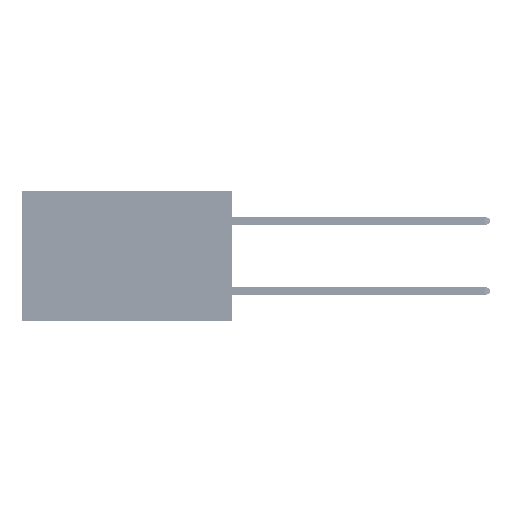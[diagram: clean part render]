
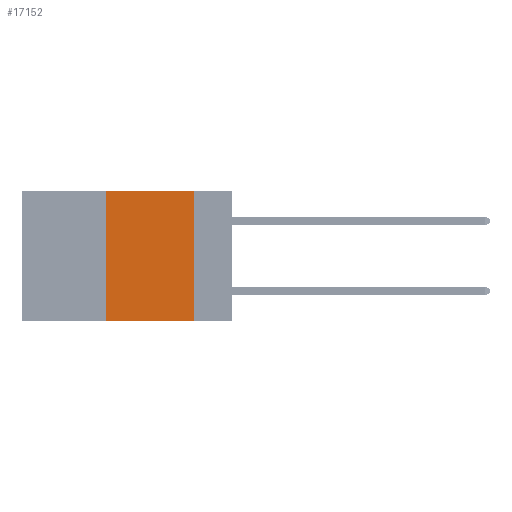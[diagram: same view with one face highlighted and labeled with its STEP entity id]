
A CAD part, left-side view. The second image highlights one B-rep face of the part: STEP entity #17152.
In plain terms, the highlighted planar face has unit normal (-1, 0, 0).
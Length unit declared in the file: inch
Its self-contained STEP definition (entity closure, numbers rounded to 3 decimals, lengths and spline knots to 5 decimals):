
#1627 = EDGE_CURVE ( 'NONE', #20439, #39735, #38988, .T. ) ;
#3064 = CARTESIAN_POINT ( 'NONE',  ( 0., 0.11, -0.37 ) ) ;
#5506 = PLANE ( 'NONE',  #42196 ) ;
#5595 = CARTESIAN_POINT ( 'NONE',  ( 0., 0.6, 0. ) ) ;
#5747 = VECTOR ( 'NONE', #35323, 39.37008 ) ;
#6691 = DIRECTION ( 'NONE',  ( 0., 0., -1. ) ) ;
#9200 = EDGE_CURVE ( 'NONE', #44957, #40002, #45629, .T. ) ;
#13348 = EDGE_CURVE ( 'NONE', #44957, #20439, #17182, .T. ) ;
#13946 = CARTESIAN_POINT ( 'NONE',  ( 0., 0.36, -0.37 ) ) ;
#14976 = EDGE_LOOP ( 'NONE', ( #27536, #44096, #19383, #48343 ) ) ;
#17152 = ADVANCED_FACE ( 'NONE', ( #39610 ), #5506, .F. ) ;
#17182 = LINE ( 'NONE', #35597, #40989 ) ;
#17522 = DIRECTION ( 'NONE',  ( 0., 0., -1. ) ) ;
#19383 = ORIENTED_EDGE ( 'NONE', *, *, #13348, .F. ) ;
#20439 = VERTEX_POINT ( 'NONE', #29013 ) ;
#21451 = LINE ( 'NONE', #21940, #37035 ) ;
#21940 = CARTESIAN_POINT ( 'NONE',  ( 0., 0.11, 0. ) ) ;
#27536 = ORIENTED_EDGE ( 'NONE', *, *, #39221, .F. ) ;
#27718 = CARTESIAN_POINT ( 'NONE',  ( 0., 0.6, -0.37 ) ) ;
#28350 = DIRECTION ( 'NONE',  ( 1., 0., 0. ) ) ;
#29013 = CARTESIAN_POINT ( 'NONE',  ( 0., 0.36, 0. ) ) ;
#30630 = CARTESIAN_POINT ( 'NONE',  ( 0., 0.11, 0. ) ) ;
#31390 = DIRECTION ( 'NONE',  ( 0., -1., 0. ) ) ;
#32158 = DIRECTION ( 'NONE',  ( 0., 0., 1. ) ) ;
#32729 = CARTESIAN_POINT ( 'NONE',  ( 0., 0.6, 0. ) ) ;
#35323 = DIRECTION ( 'NONE',  ( 0., -1., 0. ) ) ;
#35597 = CARTESIAN_POINT ( 'NONE',  ( 0., 0.36, 0. ) ) ;
#37035 = VECTOR ( 'NONE', #6691, 39.37008 ) ;
#38988 = LINE ( 'NONE', #5595, #5747 ) ;
#39221 = EDGE_CURVE ( 'NONE', #39735, #40002, #21451, .T. ) ;
#39610 = FACE_OUTER_BOUND ( 'NONE', #14976, .T. ) ;
#39735 = VERTEX_POINT ( 'NONE', #30630 ) ;
#40002 = VERTEX_POINT ( 'NONE', #3064 ) ;
#40989 = VECTOR ( 'NONE', #32158, 39.37008 ) ;
#42196 = AXIS2_PLACEMENT_3D ( 'NONE', #32729, #28350, #17522 ) ;
#44096 = ORIENTED_EDGE ( 'NONE', *, *, #1627, .F. ) ;
#44592 = VECTOR ( 'NONE', #31390, 39.37008 ) ;
#44957 = VERTEX_POINT ( 'NONE', #13946 ) ;
#45629 = LINE ( 'NONE', #27718, #44592 ) ;
#48343 = ORIENTED_EDGE ( 'NONE', *, *, #9200, .T. ) ;
